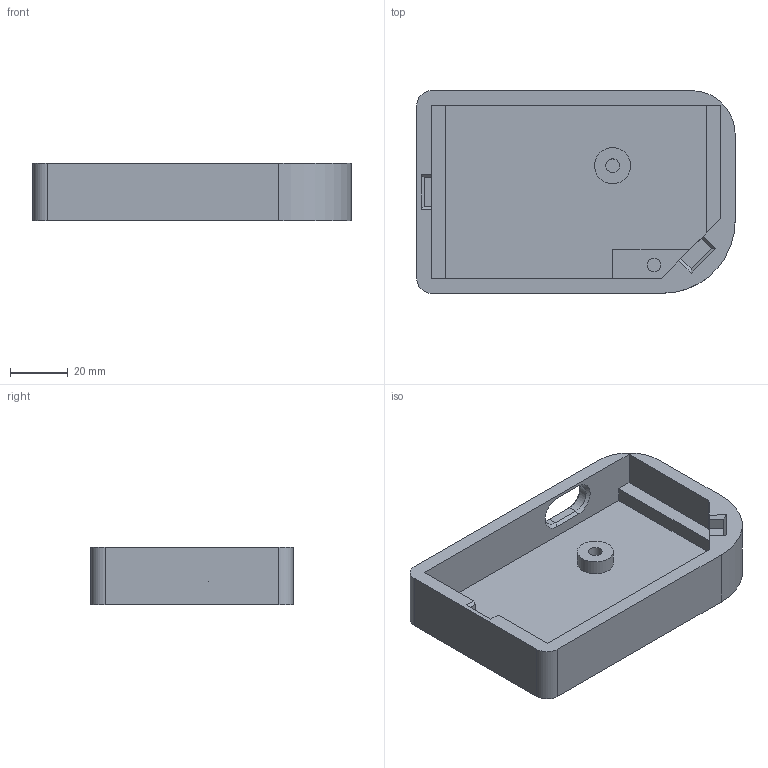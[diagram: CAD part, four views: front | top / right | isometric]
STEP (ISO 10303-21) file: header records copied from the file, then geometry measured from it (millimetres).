
FILE_DESCRIPTION(('FreeCAD Model'),'2;1');
FILE_NAME('Open CASCADE Shape Model','2025-07-04T17:18:06',('Author'),( ''),'Open CASCADE STEP processor 7.8','FreeCAD','Unknown');
FILE_SCHEMA(('AUTOMOTIVE_DESIGN { 1 0 10303 214 1 1 1 1 }'));
Length unit declared in the file: millimetre
Products named in the file (2): Case; Cut
Assembly tree (1 placements, depth 2):
  Case
    Cut
Bounding box: 110 x 70 x 20 mm (x, y, z)
Volume: 54258.3 mm3; surface area: 27751.5 mm2
Topology: 1 solids, 1 shells, 332 faces, 894 edges, 592 vertices
Faces by surface type: plane 178, extrusion 137, cylinder 13, cone 4
Full cylindrical faces by diameter (mm): 4.7 x2, 8 x4, 12.5 x1
Entity records: 10510 total; most frequent: CARTESIAN_POINT 2642, ORIENTED_EDGE 1788, DIRECTION 1181, EDGE_CURVE 894, VECTOR 727, VERTEX_POINT 592, LINE 590, B_SPLINE_CURVE_WITH_KNOTS 411
